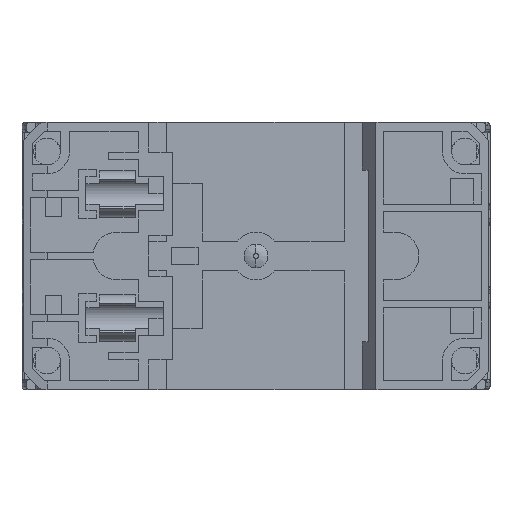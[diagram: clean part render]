
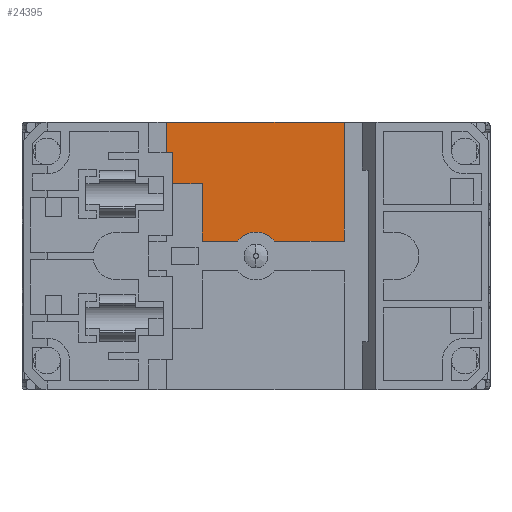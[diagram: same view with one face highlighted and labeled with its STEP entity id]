
A CAD part, front view. The second image highlights one B-rep face of the part: STEP entity #24395.
In plain terms, the highlighted planar face has unit normal (0, -1, 0).
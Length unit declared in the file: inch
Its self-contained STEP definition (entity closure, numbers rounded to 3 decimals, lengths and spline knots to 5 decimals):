
#473 = DIRECTION ( 'NONE',  ( -1., 0., 0. ) ) ;
#1218 = CARTESIAN_POINT ( 'NONE',  ( 1.26394, -3.01837, 0.1124 ) ) ;
#4922 = VECTOR ( 'NONE', #473, 39.37008 ) ;
#7593 = ORIENTED_EDGE ( 'NONE', *, *, #87523, .F. ) ;
#8213 = CARTESIAN_POINT ( 'NONE',  ( -0.62582, -3.01837, 0.1124 ) ) ;
#11551 = CARTESIAN_POINT ( 'NONE',  ( -0.39442, -3.01837, 0.1124 ) ) ;
#12791 = EDGE_LOOP ( 'NONE', ( #59093, #85859, #7593, #64833, #105783, #29595, #44894, #105807 ) ) ;
#18617 = VERTEX_POINT ( 'NONE', #98865 ) ;
#18929 = DIRECTION ( 'NONE',  ( 0., 0., -1. ) ) ;
#24395 = ADVANCED_FACE ( 'NONE', ( #99644 ), #48248, .F. ) ;
#25253 = EDGE_CURVE ( 'NONE', #47061, #84831, #42903, .T. ) ;
#26126 = CARTESIAN_POINT ( 'NONE',  ( 0.31119, -3.01837, 0.89587 ) ) ;
#27853 = CARTESIAN_POINT ( 'NONE',  ( 0.31119, -3.01837, 0.89587 ) ) ;
#29580 = DIRECTION ( 'NONE',  ( 0., -1., 0. ) ) ;
#29595 = ORIENTED_EDGE ( 'NONE', *, *, #25253, .F. ) ;
#30190 = CARTESIAN_POINT ( 'NONE',  ( -1.80692, -3.01837, 0.89587 ) ) ;
#35521 = LINE ( 'NONE', #69619, #88065 ) ;
#36393 = DIRECTION ( 'NONE',  ( -1., 0., 0. ) ) ;
#36596 = VERTEX_POINT ( 'NONE', #8213 ) ;
#41386 = EDGE_CURVE ( 'NONE', #84831, #85005, #74986, .T. ) ;
#41881 = CARTESIAN_POINT ( 'NONE',  ( -0.86204, -3.01837, 0.49162 ) ) ;
#42903 = LINE ( 'NONE', #76995, #4922 ) ;
#43491 = CARTESIAN_POINT ( 'NONE',  ( -0.86204, -3.01837, 0.89587 ) ) ;
#44894 = ORIENTED_EDGE ( 'NONE', *, *, #100383, .F. ) ;
#47061 = VERTEX_POINT ( 'NONE', #60830 ) ;
#48248 = PLANE ( 'NONE',  #92536 ) ;
#53547 = AXIS2_PLACEMENT_3D ( 'NONE', #88269, #29580, #98272 ) ;
#53711 = LINE ( 'NONE', #1218, #106448 ) ;
#59093 = ORIENTED_EDGE ( 'NONE', *, *, #96741, .F. ) ;
#59367 = DIRECTION ( 'NONE',  ( 0., 0., 1. ) ) ;
#59425 = EDGE_CURVE ( 'NONE', #85005, #36596, #53711, .T. ) ;
#60830 = CARTESIAN_POINT ( 'NONE',  ( 0.31119, -3.01837, 0.1124 ) ) ;
#63724 = LINE ( 'NONE', #30190, #98531 ) ;
#64273 = DIRECTION ( 'NONE',  ( -1., 0., 0. ) ) ;
#64833 = ORIENTED_EDGE ( 'NONE', *, *, #59425, .F. ) ;
#67198 = VERTEX_POINT ( 'NONE', #26126 ) ;
#69619 = CARTESIAN_POINT ( 'NONE',  ( -0.86204, -3.01837, 0.89587 ) ) ;
#72728 = VECTOR ( 'NONE', #59367, 39.37008 ) ;
#74986 = CIRCLE ( 'NONE', #53547, 0.15748 ) ;
#76995 = CARTESIAN_POINT ( 'NONE',  ( 1.26394, -3.01837, 0.1124 ) ) ;
#78154 = VECTOR ( 'NONE', #18929, 39.37008 ) ;
#79840 = DIRECTION ( 'NONE',  ( -1., 0., 0. ) ) ;
#83124 = EDGE_CURVE ( 'NONE', #67198, #107398, #63724, .T. ) ;
#83444 = DIRECTION ( 'NONE',  ( -1., 0., 0. ) ) ;
#84760 = CARTESIAN_POINT ( 'NONE',  ( -0.14856, -3.01837, 0.1124 ) ) ;
#84831 = VERTEX_POINT ( 'NONE', #84760 ) ;
#85005 = VERTEX_POINT ( 'NONE', #11551 ) ;
#85497 = VERTEX_POINT ( 'NONE', #41881 ) ;
#85609 = CARTESIAN_POINT ( 'NONE',  ( -0.62582, -3.01837, 0.89587 ) ) ;
#85859 = ORIENTED_EDGE ( 'NONE', *, *, #90601, .F. ) ;
#87523 = EDGE_CURVE ( 'NONE', #36596, #18617, #100716, .T. ) ;
#88065 = VECTOR ( 'NONE', #88900, 39.37008 ) ;
#88269 = CARTESIAN_POINT ( 'NONE',  ( -0.27149, -3.01837, 0.01398 ) ) ;
#88900 = DIRECTION ( 'NONE',  ( 0., 0., 1. ) ) ;
#90601 = EDGE_CURVE ( 'NONE', #18617, #85497, #96602, .T. ) ;
#92536 = AXIS2_PLACEMENT_3D ( 'NONE', #109699, #108040, #83444 ) ;
#96602 = LINE ( 'NONE', #106633, #103528 ) ;
#96741 = EDGE_CURVE ( 'NONE', #85497, #107398, #35521, .T. ) ;
#98272 = DIRECTION ( 'NONE',  ( -1., 0., 0. ) ) ;
#98531 = VECTOR ( 'NONE', #64273, 39.37008 ) ;
#98865 = CARTESIAN_POINT ( 'NONE',  ( -0.62582, -3.01837, 0.49162 ) ) ;
#99644 = FACE_OUTER_BOUND ( 'NONE', #12791, .T. ) ;
#100383 = EDGE_CURVE ( 'NONE', #67198, #47061, #104949, .T. ) ;
#100716 = LINE ( 'NONE', #85609, #72728 ) ;
#103528 = VECTOR ( 'NONE', #79840, 39.37008 ) ;
#104949 = LINE ( 'NONE', #27853, #78154 ) ;
#105783 = ORIENTED_EDGE ( 'NONE', *, *, #41386, .F. ) ;
#105807 = ORIENTED_EDGE ( 'NONE', *, *, #83124, .T. ) ;
#106448 = VECTOR ( 'NONE', #36393, 39.37008 ) ;
#106633 = CARTESIAN_POINT ( 'NONE',  ( 1.26394, -3.01837, 0.49162 ) ) ;
#107398 = VERTEX_POINT ( 'NONE', #43491 ) ;
#108040 = DIRECTION ( 'NONE',  ( 0., 1., 0. ) ) ;
#109699 = CARTESIAN_POINT ( 'NONE',  ( 1.26394, -3.01837, 0.89587 ) ) ;
